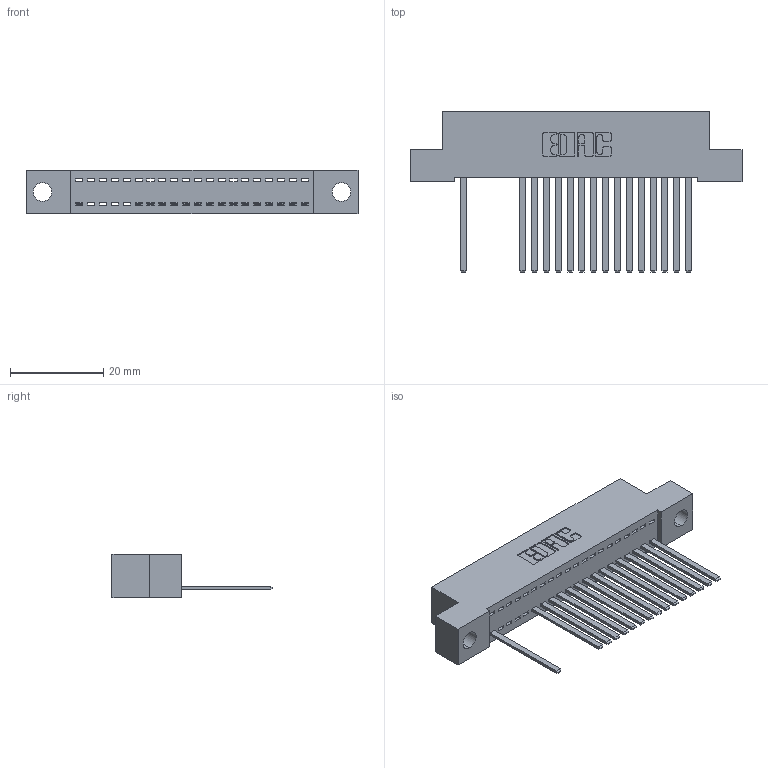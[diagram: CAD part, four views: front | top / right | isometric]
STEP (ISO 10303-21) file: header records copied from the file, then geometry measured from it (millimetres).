
FILE_DESCRIPTION (( 'STEP AP203' ), '1' );
FILE_NAME ('392-020-544-104.STEP', '2018-08-15T06:53:31', ( '' ), ( '' ), 'SwSTEP 2.0', 'SolidWorks 2016', '' );
FILE_SCHEMA (( 'CONFIG_CONTROL_DESIGN' ));
Length unit declared in the file: inch
Products named in the file (3): 342 Part_.156 TH; 345-292-001_345-293-144; 392-020-544-104
Assembly tree (17 placements, depth 2):
  392-020-544-104
    342 Part_.156 TH
    345-292-001_345-293-144  x16
Bounding box: 71.12 x 34.3 x 9.4 mm (x, y, z)
Volume: 6207.3 mm3; surface area: 8813.5 mm2
Topology: 17 solids, 17 shells, 990 faces, 2995 edges, 1974 vertices
Faces by surface type: plane 722, cylinder 268
Entity records: 14631 total; most frequent: CARTESIAN_POINT 2550, ORIENTED_EDGE 2510, DIRECTION 2187, EDGE_CURVE 1255, VECTOR 1131, LINE 1131, VERTEX_POINT 834, AXIS2_PLACEMENT_3D 528
